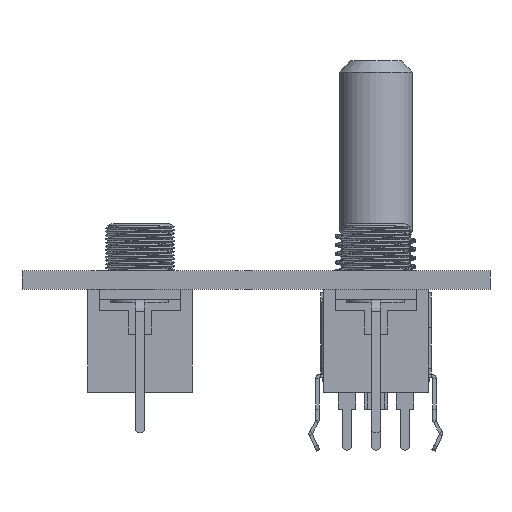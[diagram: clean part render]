
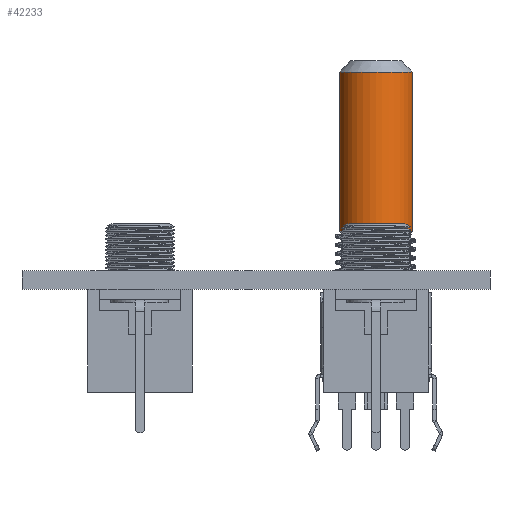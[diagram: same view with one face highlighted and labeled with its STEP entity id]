
A CAD part, front view. The second image highlights one B-rep face of the part: STEP entity #42233.
In plain terms, the highlighted cylindrical face has radius 3.175 mm (diameter 6.35 mm), a full revolution.
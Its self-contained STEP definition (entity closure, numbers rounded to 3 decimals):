
#41166 = CONICAL_SURFACE('',#41167,3.175,0.785);
#41167 = AXIS2_PLACEMENT_3D('',#41168,#41169,#41170);
#41168 = CARTESIAN_POINT('',(-0.003,0.007,
    15.344));
#41169 = DIRECTION('',(0.,0.,1.));
#41170 = DIRECTION('',(1.,0.,-0.));
#41686 = VERTEX_POINT('',#41687);
#41687 = CARTESIAN_POINT('',(3.172,0.007,15.344)
  );
#41710 = EDGE_CURVE('',#41686,#41686,#41711,.T.);
#41711 = SURFACE_CURVE('',#41712,(#41717,#41724),.PCURVE_S1.);
#41712 = CIRCLE('',#41713,3.175);
#41713 = AXIS2_PLACEMENT_3D('',#41714,#41715,#41716);
#41714 = CARTESIAN_POINT('',(-0.003,0.007,
    15.344));
#41715 = DIRECTION('',(-0.,0.,1.));
#41716 = DIRECTION('',(1.,0.,0.));
#41717 = PCURVE('',#41166,#41718);
#41718 = DEFINITIONAL_REPRESENTATION('',(#41719),#41723);
#41719 = LINE('',#41720,#41721);
#41720 = CARTESIAN_POINT('',(0.,0.));
#41721 = VECTOR('',#41722,1.);
#41722 = DIRECTION('',(1.,0.));
#41723 = ( GEOMETRIC_REPRESENTATION_CONTEXT(2) 
PARAMETRIC_REPRESENTATION_CONTEXT() REPRESENTATION_CONTEXT('2D SPACE',''
  ) );
#41724 = PCURVE('',#41725,#41730);
#41725 = CYLINDRICAL_SURFACE('',#41726,3.175);
#41726 = AXIS2_PLACEMENT_3D('',#41727,#41728,#41729);
#41727 = CARTESIAN_POINT('',(-0.003,0.007,
    15.044));
#41728 = DIRECTION('',(0.,0.,-1.));
#41729 = DIRECTION('',(1.,0.,0.));
#41730 = DEFINITIONAL_REPRESENTATION('',(#41731),#41735);
#41731 = LINE('',#41732,#41733);
#41732 = CARTESIAN_POINT('',(6.283,-0.3));
#41733 = VECTOR('',#41734,1.);
#41734 = DIRECTION('',(-1.,0.));
#41735 = ( GEOMETRIC_REPRESENTATION_CONTEXT(2) 
PARAMETRIC_REPRESENTATION_CONTEXT() REPRESENTATION_CONTEXT('2D SPACE',''
  ) );
#42233 = ADVANCED_FACE('',(#42234),#41725,.T.);
#42234 = FACE_BOUND('',#42235,.T.);
#42235 = EDGE_LOOP('',(#42236,#42237,#42260,#42287));
#42236 = ORIENTED_EDGE('',*,*,#41710,.T.);
#42237 = ORIENTED_EDGE('',*,*,#42238,.T.);
#42238 = EDGE_CURVE('',#41686,#42239,#42241,.T.);
#42239 = VERTEX_POINT('',#42240);
#42240 = CARTESIAN_POINT('',(3.172,0.007,29.044)
  );
#42241 = SEAM_CURVE('',#42242,(#42246,#42253),.PCURVE_S1.);
#42242 = LINE('',#42243,#42244);
#42243 = CARTESIAN_POINT('',(3.172,0.007,15.044)
  );
#42244 = VECTOR('',#42245,1.);
#42245 = DIRECTION('',(0.,0.,1.));
#42246 = PCURVE('',#41725,#42247);
#42247 = DEFINITIONAL_REPRESENTATION('',(#42248),#42252);
#42248 = LINE('',#42249,#42250);
#42249 = CARTESIAN_POINT('',(0.,0.));
#42250 = VECTOR('',#42251,1.);
#42251 = DIRECTION('',(0.,-1.));
#42252 = ( GEOMETRIC_REPRESENTATION_CONTEXT(2) 
PARAMETRIC_REPRESENTATION_CONTEXT() REPRESENTATION_CONTEXT('2D SPACE',''
  ) );
#42253 = PCURVE('',#41725,#42254);
#42254 = DEFINITIONAL_REPRESENTATION('',(#42255),#42259);
#42255 = LINE('',#42256,#42257);
#42256 = CARTESIAN_POINT('',(6.283,0.));
#42257 = VECTOR('',#42258,1.);
#42258 = DIRECTION('',(0.,-1.));
#42259 = ( GEOMETRIC_REPRESENTATION_CONTEXT(2) 
PARAMETRIC_REPRESENTATION_CONTEXT() REPRESENTATION_CONTEXT('2D SPACE',''
  ) );
#42260 = ORIENTED_EDGE('',*,*,#42261,.F.);
#42261 = EDGE_CURVE('',#42239,#42239,#42262,.T.);
#42262 = SURFACE_CURVE('',#42263,(#42268,#42275),.PCURVE_S1.);
#42263 = CIRCLE('',#42264,3.175);
#42264 = AXIS2_PLACEMENT_3D('',#42265,#42266,#42267);
#42265 = CARTESIAN_POINT('',(-0.003,0.007,
    29.044));
#42266 = DIRECTION('',(-0.,0.,1.));
#42267 = DIRECTION('',(1.,0.,0.));
#42268 = PCURVE('',#41725,#42269);
#42269 = DEFINITIONAL_REPRESENTATION('',(#42270),#42274);
#42270 = LINE('',#42271,#42272);
#42271 = CARTESIAN_POINT('',(6.283,-14.));
#42272 = VECTOR('',#42273,1.);
#42273 = DIRECTION('',(-1.,0.));
#42274 = ( GEOMETRIC_REPRESENTATION_CONTEXT(2) 
PARAMETRIC_REPRESENTATION_CONTEXT() REPRESENTATION_CONTEXT('2D SPACE',''
  ) );
#42275 = PCURVE('',#42276,#42281);
#42276 = CONICAL_SURFACE('',#42277,3.175,0.785);
#42277 = AXIS2_PLACEMENT_3D('',#42278,#42279,#42280);
#42278 = CARTESIAN_POINT('',(-0.003,0.007,
    29.044));
#42279 = DIRECTION('',(0.,0.,-1.));
#42280 = DIRECTION('',(1.,0.,0.));
#42281 = DEFINITIONAL_REPRESENTATION('',(#42282),#42286);
#42282 = LINE('',#42283,#42284);
#42283 = CARTESIAN_POINT('',(6.283,0.));
#42284 = VECTOR('',#42285,1.);
#42285 = DIRECTION('',(-1.,0.));
#42286 = ( GEOMETRIC_REPRESENTATION_CONTEXT(2) 
PARAMETRIC_REPRESENTATION_CONTEXT() REPRESENTATION_CONTEXT('2D SPACE',''
  ) );
#42287 = ORIENTED_EDGE('',*,*,#42238,.F.);
